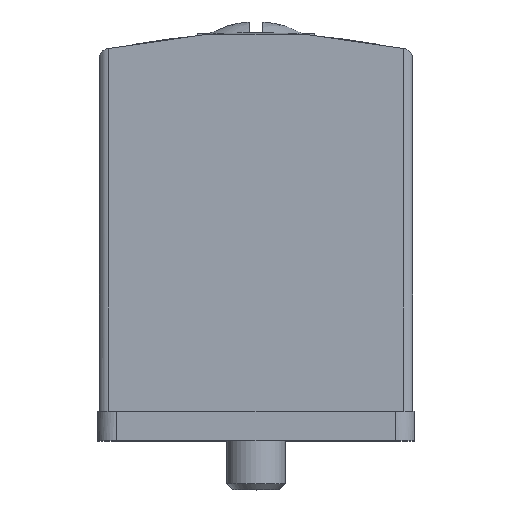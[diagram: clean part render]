
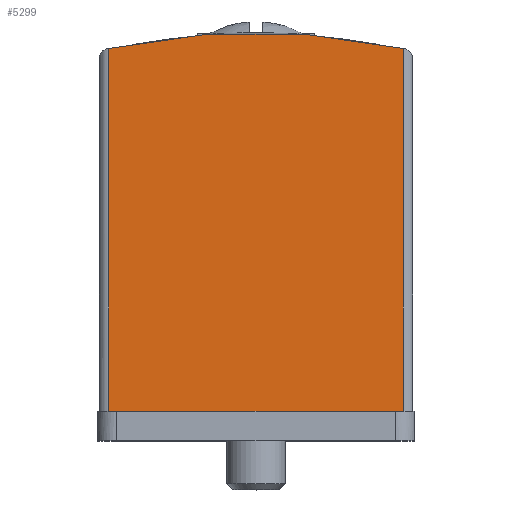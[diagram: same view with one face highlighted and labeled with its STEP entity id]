
A CAD part, top view. The second image highlights one B-rep face of the part: STEP entity #5299.
In plain terms, the highlighted planar face has unit normal (0, 0, 1).
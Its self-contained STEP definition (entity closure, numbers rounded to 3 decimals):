
#63=PLANE('',#5612);
#309=LINE('',#7660,#737);
#310=LINE('',#7662,#738);
#311=LINE('',#7664,#739);
#737=VECTOR('',#6268,1000.);
#738=VECTOR('',#6269,1000.);
#739=VECTOR('',#6270,1000.);
#1063=CIRCLE('',#5526,35.);
#1461=ORIENTED_EDGE('',*,*,#2700,.F.);
#1462=ORIENTED_EDGE('',*,*,#2541,.T.);
#1463=ORIENTED_EDGE('',*,*,#2701,.T.);
#1464=ORIENTED_EDGE('',*,*,#2702,.T.);
#2541=EDGE_CURVE('',#3177,#3176,#1063,.T.);
#2700=EDGE_CURVE('',#3177,#3303,#309,.T.);
#2701=EDGE_CURVE('',#3176,#3304,#310,.T.);
#2702=EDGE_CURVE('',#3304,#3303,#311,.T.);
#3176=VERTEX_POINT('',#7331);
#3177=VERTEX_POINT('',#7333);
#3303=VERTEX_POINT('',#7661);
#3304=VERTEX_POINT('',#7663);
#3621=EDGE_LOOP('',(#1461,#1462,#1463,#1464));
#3885=FACE_BOUND('',#3621,.T.);
#5299=ADVANCED_FACE('',(#3885),#63,.F.);
#5526=AXIS2_PLACEMENT_3D('',#7332,#5991,#5992);
#5612=AXIS2_PLACEMENT_3D('',#7659,#6266,#6267);
#5991=DIRECTION('',(0.,0.,1.));
#5992=DIRECTION('',(1.,0.,0.));
#6266=DIRECTION('',(0.,0.,-1.));
#6267=DIRECTION('',(-1.,0.,0.));
#6268=DIRECTION('',(0.,-1.,0.));
#6269=DIRECTION('',(0.,-1.,0.));
#6270=DIRECTION('',(1.,0.,0.));
#7331=CARTESIAN_POINT('',(-7.5,18.487,8.));
#7332=CARTESIAN_POINT('',(0.,-15.7,8.));
#7333=CARTESIAN_POINT('',(7.5,18.487,8.));
#7659=CARTESIAN_POINT('',(-7.5,19.3,8.));
#7660=CARTESIAN_POINT('',(7.5,19.3,8.));
#7661=CARTESIAN_POINT('',(7.5,0.,8.));
#7662=CARTESIAN_POINT('',(-7.5,19.3,8.));
#7663=CARTESIAN_POINT('',(-7.5,0.,8.));
#7664=CARTESIAN_POINT('',(-7.5,0.,8.));
